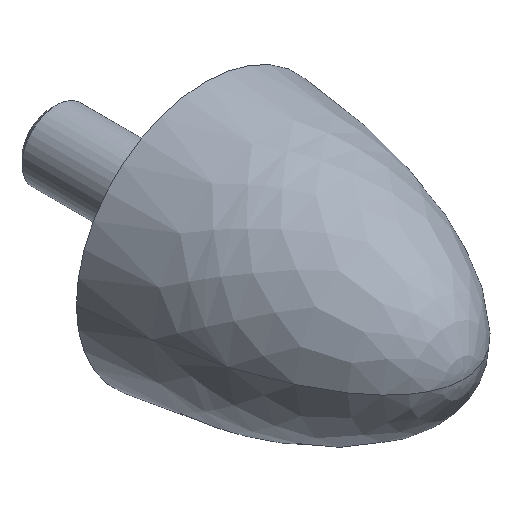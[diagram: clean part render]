
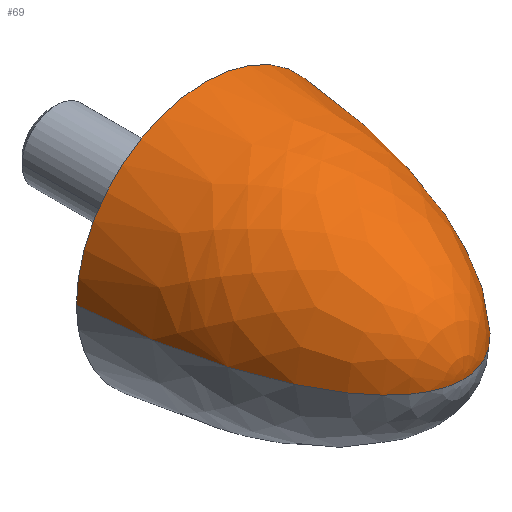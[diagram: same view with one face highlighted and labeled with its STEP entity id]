
A CAD part, isometric view. The second image highlights one B-rep face of the part: STEP entity #69.
In plain terms, the highlighted face is a revolution surface.
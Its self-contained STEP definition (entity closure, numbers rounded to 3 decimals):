
#69=ADVANCED_FACE('',(#89),#90,.T.);
#89=FACE_OUTER_BOUND('',#122,.T.);
#90=SURFACE_OF_REVOLUTION('',#123,#124);
#122=EDGE_LOOP('',(#183,#184,#185));
#123=(B_SPLINE_CURVE(3,(#187,#188,#189,#190,#191),.UNSPECIFIED.,.F.,.F.)B_SPLINE_CURVE_WITH_KNOTS((4,1,4),(0.341,0.714,1.087),.UNSPECIFIED.)RATIONAL_B_SPLINE_CURVE((1.139,1.046,0.954,1.046,1.139))BOUNDED_CURVE()REPRESENTATION_ITEM('')GEOMETRIC_REPRESENTATION_ITEM()CURVE());
#124=AXIS1_PLACEMENT('',#198,#199);
#183=ORIENTED_EDGE('',*,*,#266,.T.);
#184=ORIENTED_EDGE('',*,*,#268,.F.);
#185=ORIENTED_EDGE('',*,*,#275,.T.);
#187=CARTESIAN_POINT('',(0.,-30.0,0.0));
#188=CARTESIAN_POINT('',(3.6,-30.,0.0));
#189=CARTESIAN_POINT('',(10.886,-24.028,0.0));
#190=CARTESIAN_POINT('',(14.486,-8.229,0.0));
#191=CARTESIAN_POINT('',(15.0,0.,0.0));
#198=CARTESIAN_POINT('',(0.0,-30.0,0.0));
#199=DIRECTION('',(0.0,1.0,0.0));
#266=EDGE_CURVE('',#292,#293,#294,.T.);
#268=EDGE_CURVE('',#295,#293,#297,.T.);
#275=EDGE_CURVE('',#295,#292,#308,.T.);
#292=VERTEX_POINT('',#335);
#293=VERTEX_POINT('',#336);
#294=ELLIPSE('',#337,35.0,15.155);
#295=VERTEX_POINT('',#338);
#297=ELLIPSE('',#340,35.0,15.155);
#308=CIRCLE('',#353,15.0);
#335=CARTESIAN_POINT('',(-15.0,0.,0.));
#336=CARTESIAN_POINT('',(0.0,-30.0,0.0));
#337=AXIS2_PLACEMENT_3D('',#386,#387,#388);
#338=CARTESIAN_POINT('',(15.0,0.0,0.0));
#340=AXIS2_PLACEMENT_3D('',#392,#393,#394);
#353=AXIS2_PLACEMENT_3D('',#409,#410,#411);
#386=CARTESIAN_POINT('',(0.0,5.0,0.0));
#387=DIRECTION('',(0.,0.,1.0));
#388=DIRECTION('',(0.,-1.0,0.));
#392=CARTESIAN_POINT('',(0.0,5.0,0.0));
#393=DIRECTION('',(0.0,0.0,-1.0));
#394=DIRECTION('',(0.,-1.0,0.0));
#409=CARTESIAN_POINT('',(0.0,0.0,0.0));
#410=DIRECTION('',(0.0,-1.0,0.0));
#411=DIRECTION('',(1.0,0.0,0.0));
